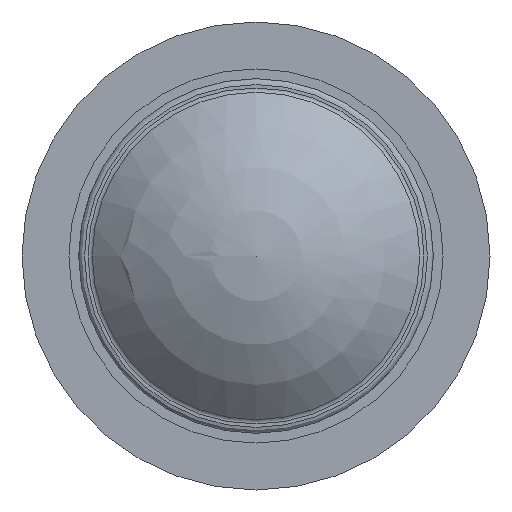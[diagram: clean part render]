
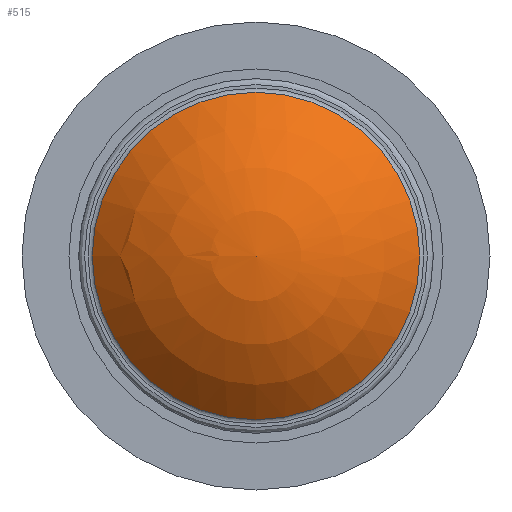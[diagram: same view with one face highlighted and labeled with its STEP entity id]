
A CAD part, front view. The second image highlights one B-rep face of the part: STEP entity #515.
In plain terms, the highlighted spherical face has radius 9.667 mm.
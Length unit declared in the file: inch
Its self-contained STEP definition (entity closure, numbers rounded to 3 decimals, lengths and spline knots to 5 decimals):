
#13=SPHERICAL_SURFACE('',#616,0.38058);
#74=FACE_OUTER_BOUND('',#115,.T.);
#115=EDGE_LOOP('',(#455,#456,#457,#458,#459));
#190=CIRCLE('',#607,0.27272);
#194=CIRCLE('',#611,0.27272);
#195=CIRCLE('',#612,0.27272);
#198=CIRCLE('',#617,0.38058);
#247=VERTEX_POINT('',#945);
#248=VERTEX_POINT('',#946);
#251=VERTEX_POINT('',#953);
#254=VERTEX_POINT('',#962);
#316=EDGE_CURVE('',#247,#248,#190,.T.);
#320=EDGE_CURVE('',#248,#251,#194,.T.);
#321=EDGE_CURVE('',#251,#247,#195,.T.);
#324=EDGE_CURVE('',#254,#251,#198,.T.);
#455=ORIENTED_EDGE('',*,*,#316,.F.);
#456=ORIENTED_EDGE('',*,*,#321,.F.);
#457=ORIENTED_EDGE('',*,*,#324,.F.);
#458=ORIENTED_EDGE('',*,*,#324,.T.);
#459=ORIENTED_EDGE('',*,*,#320,.F.);
#515=ADVANCED_FACE('',(#74),#13,.T.);
#607=AXIS2_PLACEMENT_3D('',#947,#777,#778);
#611=AXIS2_PLACEMENT_3D('',#954,#785,#786);
#612=AXIS2_PLACEMENT_3D('',#955,#787,#788);
#616=AXIS2_PLACEMENT_3D('',#961,#795,#796);
#617=AXIS2_PLACEMENT_3D('',#963,#797,#798);
#777=DIRECTION('center_axis',(0.,1.,0.));
#778=DIRECTION('ref_axis',(0.,0.,-1.));
#785=DIRECTION('center_axis',(0.,1.,0.));
#786=DIRECTION('ref_axis',(0.,0.,-1.));
#787=DIRECTION('center_axis',(0.,1.,0.));
#788=DIRECTION('ref_axis',(0.,0.,-1.));
#795=DIRECTION('center_axis',(0.,-1.,0.));
#796=DIRECTION('ref_axis',(1.,0.,0.));
#797=DIRECTION('center_axis',(0.,0.,-1.));
#798=DIRECTION('ref_axis',(-1.,0.,0.));
#945=CARTESIAN_POINT('',(0.,-0.79038,0.27272));
#946=CARTESIAN_POINT('',(0.27272,-0.79038,0.));
#947=CARTESIAN_POINT('Origin',(0.,-0.79038,0.));
#953=CARTESIAN_POINT('',(-0.27272,-0.79038,0.));
#954=CARTESIAN_POINT('Origin',(0.,-0.79038,0.));
#955=CARTESIAN_POINT('Origin',(0.,-0.79038,0.));
#961=CARTESIAN_POINT('Origin',(0.,-0.52493,0.));
#962=CARTESIAN_POINT('',(0.,-0.90551,0.));
#963=CARTESIAN_POINT('Origin',(0.,-0.52493,0.));
